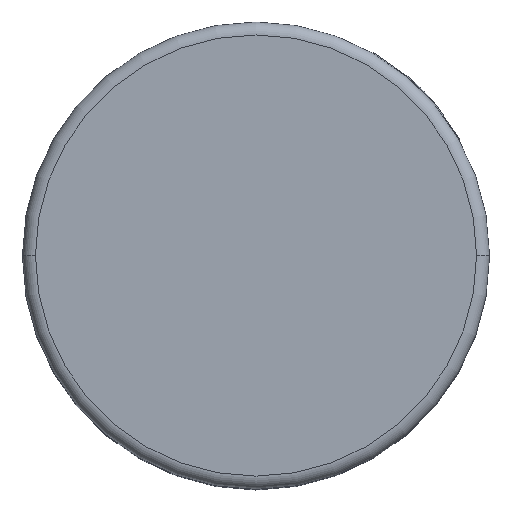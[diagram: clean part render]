
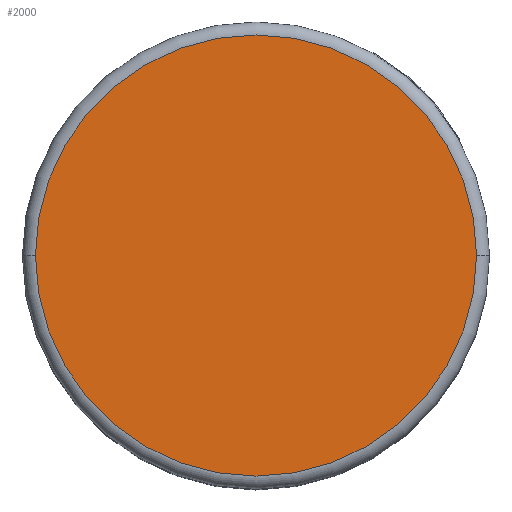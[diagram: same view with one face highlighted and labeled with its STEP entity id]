
A CAD part, top view. The second image highlights one B-rep face of the part: STEP entity #2000.
In plain terms, the highlighted planar face has unit normal (0, 0, 1).
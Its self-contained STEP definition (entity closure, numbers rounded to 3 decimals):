
#143 = DIRECTION ( 'NONE',  ( 0., 0., 1. ) ) ;
#167 = AXIS2_PLACEMENT_3D ( 'NONE', #288, #933, #731 ) ;
#192 = VERTEX_POINT ( 'NONE', #2376 ) ;
#210 = CIRCLE ( 'NONE', #568, 17. ) ;
#288 = CARTESIAN_POINT ( 'NONE',  ( 0., 0., 40. ) ) ;
#456 = ORIENTED_EDGE ( 'NONE', *, *, #1753, .T. ) ;
#568 = AXIS2_PLACEMENT_3D ( 'NONE', #1373, #143, #2443 ) ;
#731 = DIRECTION ( 'NONE',  ( 1., 0., 0. ) ) ;
#933 = DIRECTION ( 'NONE',  ( 0., 0., 1. ) ) ;
#1159 = DIRECTION ( 'NONE',  ( 0., 0., 1. ) ) ;
#1313 = EDGE_LOOP ( 'NONE', ( #1933, #456 ) ) ;
#1373 = CARTESIAN_POINT ( 'NONE',  ( 0., 0., 40. ) ) ;
#1519 = PLANE ( 'NONE',  #2395 ) ;
#1537 = EDGE_CURVE ( 'NONE', #192, #1881, #210, .T. ) ;
#1678 = CARTESIAN_POINT ( 'NONE',  ( -17., 0., 40. ) ) ;
#1753 = EDGE_CURVE ( 'NONE', #1881, #192, #2363, .T. ) ;
#1881 = VERTEX_POINT ( 'NONE', #1678 ) ;
#1933 = ORIENTED_EDGE ( 'NONE', *, *, #1537, .T. ) ;
#1998 = DIRECTION ( 'NONE',  ( 1., 0., 0. ) ) ;
#2000 = ADVANCED_FACE ( 'NONE', ( #2554 ), #1519, .T. ) ;
#2200 = CARTESIAN_POINT ( 'NONE',  ( 0., 0., 40. ) ) ;
#2363 = CIRCLE ( 'NONE', #167, 17. ) ;
#2376 = CARTESIAN_POINT ( 'NONE',  ( 17., 0., 40. ) ) ;
#2395 = AXIS2_PLACEMENT_3D ( 'NONE', #2200, #1159, #1998 ) ;
#2443 = DIRECTION ( 'NONE',  ( 1., 0., 0. ) ) ;
#2554 = FACE_OUTER_BOUND ( 'NONE', #1313, .T. ) ;
